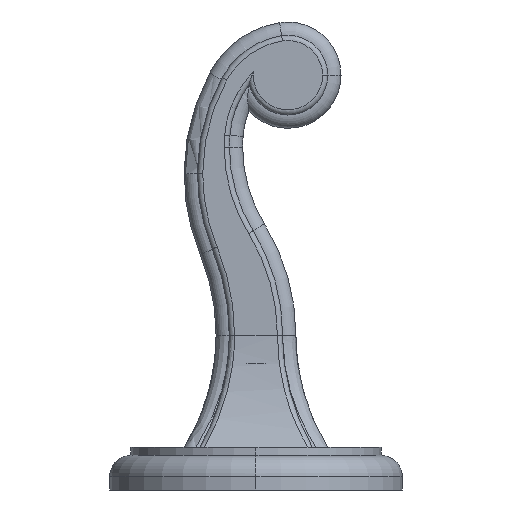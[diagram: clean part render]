
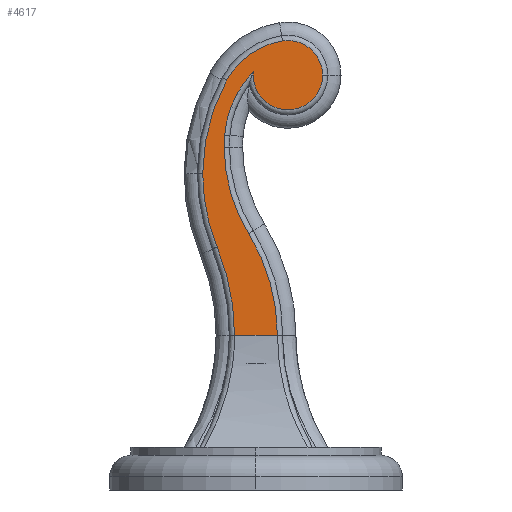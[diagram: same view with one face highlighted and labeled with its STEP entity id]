
A CAD part, left-side view. The second image highlights one B-rep face of the part: STEP entity #4617.
In plain terms, the highlighted planar face has unit normal (-1, 0, 0).
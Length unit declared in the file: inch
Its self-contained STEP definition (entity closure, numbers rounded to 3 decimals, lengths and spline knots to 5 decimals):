
#824=CARTESIAN_POINT('',(-0.1975,-1.1463,
0.1585));
#1084=CARTESIAN_POINT('',(-0.1975,-1.1463,1.2795));
#1085=DIRECTION('',(1.,0.,0.));
#1086=DIRECTION('',(0.,-0.524,-0.852));
#1087=AXIS2_PLACEMENT_3D('',#1084,#1085,#1086);
#1089=DIRECTION('',(0.,0.,1.));
#1090=VECTOR('',#1089,0.317);
#1091=CARTESIAN_POINT('',(-0.1975,-1.1463,
-0.1585));
#1092=LINE('',#1091,#1090);
#1093=CARTESIAN_POINT('',(-0.1975,-1.1463,1.8705));
#1094=DIRECTION('',(-1.,0.,0.));
#1095=DIRECTION('',(0.,0.,-1.));
#1096=AXIS2_PLACEMENT_3D('',#1093,#1094,#1095);
#1098=CARTESIAN_POINT('',(-0.1975,-2.34256,-1.04349));
#1099=DIRECTION('',(1.,0.,0.));
#1100=DIRECTION('',(0.,0.377,0.926));
#1101=AXIS2_PLACEMENT_3D('',#1098,#1099,#1100);
#1103=CARTESIAN_POINT('',(-0.1975,-2.34256,-1.04349));
#1104=DIRECTION('',(1.,0.,0.));
#1105=DIRECTION('',(0.,0.,1.));
#1106=AXIS2_PLACEMENT_3D('',#1103,#1104,#1105);
#1108=CARTESIAN_POINT('',(-0.1975,-2.76042,-0.28498));
#1109=DIRECTION('',(1.,0.,0.));
#1110=DIRECTION('',(0.,-0.483,0.876));
#1111=AXIS2_PLACEMENT_3D('',#1108,#1109,#1110);
#1113=CARTESIAN_POINT('',(-0.1975,-3.0721,-0.236));
#1114=DIRECTION('',(1.,0.,0.));
#1115=DIRECTION('',(0.,-0.988,0.155));
#1116=AXIS2_PLACEMENT_3D('',#1113,#1114,#1115);
#1118=CARTESIAN_POINT('',(-0.1975,-3.0721,-0.236));
#1119=DIRECTION('',(1.,0.,0.));
#1120=DIRECTION('',(0.,0.,-1.));
#1121=AXIS2_PLACEMENT_3D('',#1118,#1119,#1120);
#1123=CARTESIAN_POINT('',(-0.1975,-3.0721,-0.236));
#1124=DIRECTION('',(1.,0.,0.));
#1125=DIRECTION('',(0.,0.,1.));
#1126=AXIS2_PLACEMENT_3D('',#1123,#1124,#1125);
#1128=CARTESIAN_POINT('',(-0.1975,-2.57333,-0.51398));
#1129=DIRECTION('',(-1.,0.,0.));
#1130=DIRECTION('',(0.,-0.701,0.713));
#1131=AXIS2_PLACEMENT_3D('',#1128,#1129,#1130);
#1133=CARTESIAN_POINT('',(-0.1975,-2.53856,-0.98469));
#1134=DIRECTION('',(-1.,0.,0.));
#1135=DIRECTION('',(0.,-0.074,0.997));
#1136=AXIS2_PLACEMENT_3D('',#1133,#1134,#1135);
#1138=CARTESIAN_POINT('',(-0.1975,-2.53856,-0.98469));
#1139=DIRECTION('',(-1.,0.,0.));
#1140=DIRECTION('',(0.,0.,1.));
#1141=AXIS2_PLACEMENT_3D('',#1138,#1139,#1140);
#2820=CARTESIAN_POINT('',(-0.1975,-1.1463,-0.1585));
#2821=VERTEX_POINT('',#2820);
#2823=VERTEX_POINT('',#824);
#2845=CARTESIAN_POINT('',(-0.1975,-3.32549,-0.19618));
#2846=VERTEX_POINT('',#2845);
#2847=CARTESIAN_POINT('',(-0.1975,-3.03643,0.21603));
#2848=VERTEX_POINT('',#2847);
#2849=CARTESIAN_POINT('',(-0.1975,-3.0721,-0.4925));
#2851=VERTEX_POINT('',#2849);
#2855=CARTESIAN_POINT('',(-0.1975,-3.0721,0.0205));
#2856=VERTEX_POINT('',#2855);
#2871=CARTESIAN_POINT('',(-0.1975,-2.62844,0.23199));
#2872=VERTEX_POINT('',#2871);
#2873=CARTESIAN_POINT('',(-0.1975,-1.89952,0.05455));
#2874=VERTEX_POINT('',#2873);
#2875=CARTESIAN_POINT('',(-0.1975,-1.80107,0.28866));
#2876=VERTEX_POINT('',#2875);
#2877=CARTESIAN_POINT('',(-0.1975,-2.34256,0.39451));
#2878=VERTEX_POINT('',#2877);
#2879=CARTESIAN_POINT('',(-0.1975,-3.09796,0.01919));
#2880=VERTEX_POINT('',#2879);
#2881=CARTESIAN_POINT('',(-0.1975,-2.53856,0.23531));
#2882=VERTEX_POINT('',#2881);
#4592=CARTESIAN_POINT('',(-0.1975,-2.23752,-0.049));
#4593=DIRECTION('',(1.,0.,0.));
#4594=DIRECTION('',(0.,0.,1.));
#4595=AXIS2_PLACEMENT_3D('',#4592,#4593,#4594);
#4596=PLANE('',#4595);
#4597=ORIENTED_EDGE('',*,*,#4136,.T.);
#4598=ORIENTED_EDGE('',*,*,#4202,.T.);
#4600=ORIENTED_EDGE('',*,*,#4599,.T.);
#4602=ORIENTED_EDGE('',*,*,#4601,.T.);
#4604=ORIENTED_EDGE('',*,*,#4603,.T.);
#4605=ORIENTED_EDGE('',*,*,#4475,.T.);
#4606=ORIENTED_EDGE('',*,*,#4489,.T.);
#4607=ORIENTED_EDGE('',*,*,#4513,.T.);
#4609=ORIENTED_EDGE('',*,*,#4608,.T.);
#4610=ORIENTED_EDGE('',*,*,#4581,.T.);
#4612=ORIENTED_EDGE('',*,*,#4611,.T.);
#4614=ORIENTED_EDGE('',*,*,#4613,.T.);
#4615=EDGE_LOOP('',(#4597,#4598,#4600,#4602,#4604,#4605,#4606,#4607,#4609,#4610,
#4612,#4614));
#4616=FACE_OUTER_BOUND('',#4615,.F.);
#4617=ADVANCED_FACE('',(#4616),#4596,.F.);
#1088=CIRCLE('',#1087,1.438);
#1097=CIRCLE('',#1096,1.712);
#1102=CIRCLE('',#1101,1.438);
#1107=CIRCLE('',#1106,1.438);
#1112=CIRCLE('',#1111,0.572);
#1117=CIRCLE('',#1116,0.2565);
#1122=CIRCLE('',#1121,0.2565);
#1127=CIRCLE('',#1126,0.2565);
#1132=CIRCLE('',#1131,0.748);
#1137=CIRCLE('',#1136,1.22);
#1142=CIRCLE('',#1141,1.22);
#4136=EDGE_CURVE('',#2874,#2821,#1088,.T.);
#4202=EDGE_CURVE('',#2821,#2823,#1092,.T.);
#4475=EDGE_CURVE('',#2848,#2846,#1112,.T.);
#4489=EDGE_CURVE('',#2846,#2851,#1117,.T.);
#4513=EDGE_CURVE('',#2851,#2856,#1122,.T.);
#4581=EDGE_CURVE('',#2880,#2872,#1132,.T.);
#4599=EDGE_CURVE('',#2823,#2876,#1097,.T.);
#4601=EDGE_CURVE('',#2876,#2878,#1102,.T.);
#4603=EDGE_CURVE('',#2878,#2848,#1107,.T.);
#4608=EDGE_CURVE('',#2856,#2880,#1127,.T.);
#4611=EDGE_CURVE('',#2872,#2882,#1137,.T.);
#4613=EDGE_CURVE('',#2882,#2874,#1142,.T.);
